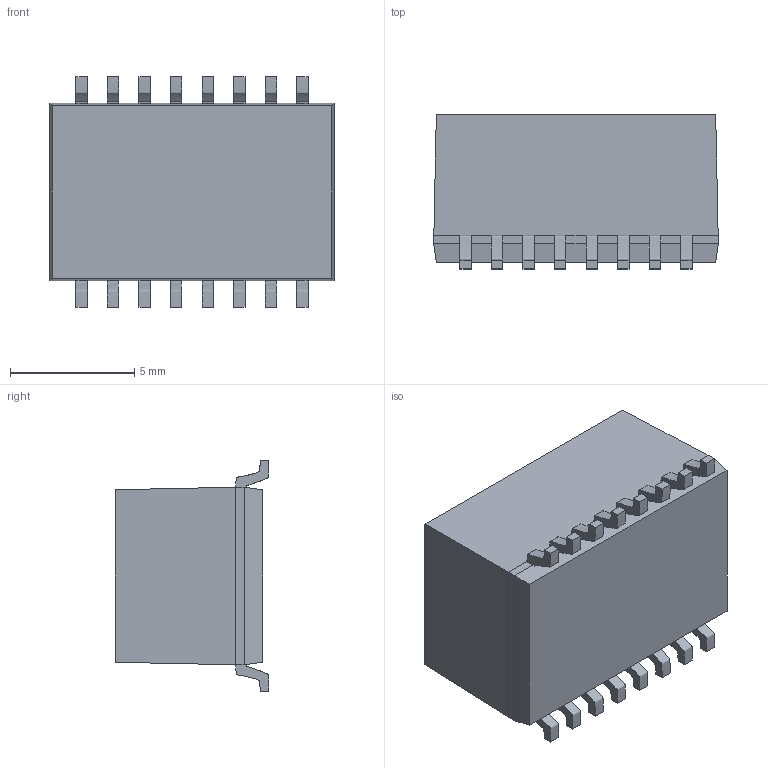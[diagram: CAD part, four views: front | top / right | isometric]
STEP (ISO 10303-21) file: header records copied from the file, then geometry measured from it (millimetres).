
FILE_DESCRIPTION (( 'STEP AP214' ), '1' );
FILE_NAME ('TM2019ANL.STEP', '2022-11-04T10:08:59', ( '' ), ( '' ), 'SwSTEP 2.0', 'SolidWorks 2022', '' );
FILE_SCHEMA (( 'AUTOMOTIVE_DESIGN' ));
Length unit declared in the file: millimetre
Products named in the file (1): TM2019ANL
Bounding box: 11.45 x 6.2 x 9.3 mm (x, y, z)
Volume: 481.1 mm3; surface area: 423.3 mm2
Topology: 1 solids, 1 shells, 396 faces, 1037 edges, 678 vertices
Faces by surface type: plane 275, bspline 119, cylinder 2
Entity records: 19866 total; most frequent: CARTESIAN_POINT 10615, ORIENTED_EDGE 2074, DIRECTION 1359, EDGE_CURVE 1037, VECTOR 795, LINE 795, VERTEX_POINT 678, EDGE_LOOP 431
